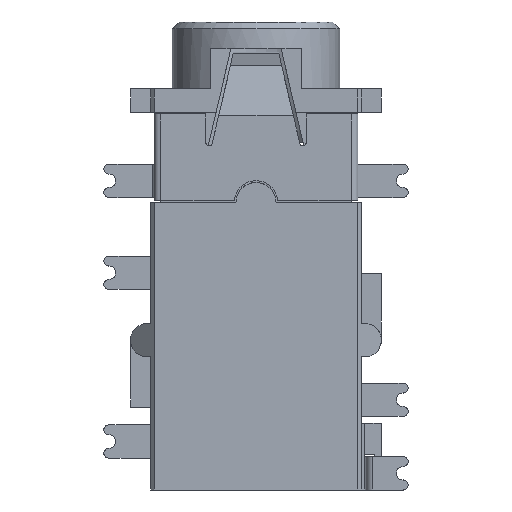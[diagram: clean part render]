
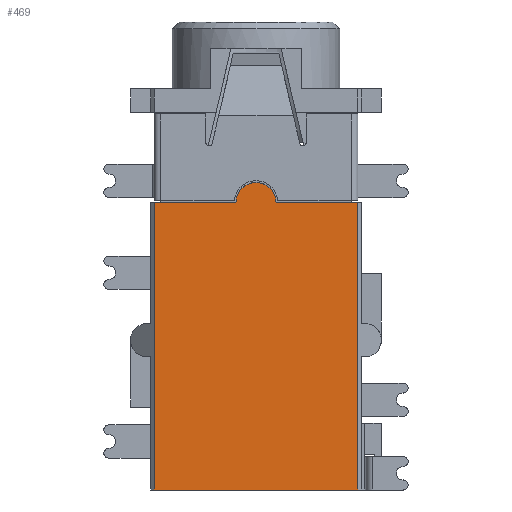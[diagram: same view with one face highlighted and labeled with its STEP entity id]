
A CAD part, front view. The second image highlights one B-rep face of the part: STEP entity #469.
In plain terms, the highlighted planar face has unit normal (0, -1, 0).
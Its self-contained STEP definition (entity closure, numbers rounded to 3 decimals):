
#469=ADVANCED_FACE('NONE',(#1167),#1168,.T.);
#1167=FACE_OUTER_BOUND('',#2151,.T.);
#1168=PLANE('',#2152);
#2151=EDGE_LOOP('',(#3365,#3366,#3367,#3368,#3369,#3370));
#2152=AXIS2_PLACEMENT_3D('',#3371,#3372,#3373);
#3365=ORIENTED_EDGE('',*,*,#6165,.T.);
#3366=ORIENTED_EDGE('',*,*,#6166,.F.);
#3367=ORIENTED_EDGE('',*,*,#6167,.T.);
#3368=ORIENTED_EDGE('',*,*,#6168,.F.);
#3369=ORIENTED_EDGE('',*,*,#6169,.F.);
#3370=ORIENTED_EDGE('',*,*,#6106,.T.);
#3371=CARTESIAN_POINT('',(-3.15,-2.1,-12.0));
#3372=DIRECTION('',(0.,-1.0,0.0));
#3373=DIRECTION('',(0.0,0.0,-1.0));
#6106=EDGE_CURVE('NONE',#7417,#7415,#7418,.T.);
#6165=EDGE_CURVE('NONE',#7415,#7516,#7517,.T.);
#6166=EDGE_CURVE('NONE',#7518,#7516,#7519,.T.);
#6167=EDGE_CURVE('NONE',#7518,#7520,#7521,.T.);
#6168=EDGE_CURVE('NONE',#7522,#7520,#7523,.T.);
#6169=EDGE_CURVE('NONE',#7417,#7522,#7524,.T.);
#7415=VERTEX_POINT('NONE',#9341);
#7417=VERTEX_POINT('NONE',#9344);
#7418=LINE('',#9345,#9346);
#7516=VERTEX_POINT('NONE',#9492);
#7517=LINE('',#9493,#9494);
#7518=VERTEX_POINT('NONE',#9495);
#7519=LINE('',#9496,#9497);
#7520=VERTEX_POINT('NONE',#9498);
#7521=CIRCLE('',#9499,0.6);
#7522=VERTEX_POINT('NONE',#9500);
#7523=LINE('',#9501,#9502);
#7524=LINE('',#9503,#9504);
#9341=CARTESIAN_POINT('',(3.05,-2.1,-12.0));
#9344=CARTESIAN_POINT('',(-3.05,-2.1,-12.0));
#9345=CARTESIAN_POINT('',(-3.15,-2.1,-12.0));
#9346=VECTOR('',#11542,1000.0);
#9492=CARTESIAN_POINT('',(3.05,-2.1,-3.4));
#9493=CARTESIAN_POINT('',(3.05,-2.1,-12.));
#9494=VECTOR('',#11597,1000.0);
#9495=CARTESIAN_POINT('',(0.6,-2.1,-3.4));
#9496=CARTESIAN_POINT('',(-3.15,-2.1,-3.4));
#9497=VECTOR('',#11598,1000.0);
#9498=CARTESIAN_POINT('',(-0.6,-2.1,-3.4));
#9499=AXIS2_PLACEMENT_3D('',#11599,#11600,#11601);
#9500=CARTESIAN_POINT('',(-3.05,-2.1,-3.4));
#9501=CARTESIAN_POINT('',(-3.15,-2.1,-3.4));
#9502=VECTOR('',#11602,1000.0);
#9503=CARTESIAN_POINT('',(-3.05,-2.1,-12.));
#9504=VECTOR('',#11603,1000.0);
#11542=DIRECTION('',(1.0,0.,0.0));
#11597=DIRECTION('',(-0.0,-0.0,1.0));
#11598=DIRECTION('',(1.0,0.,0.0));
#11599=CARTESIAN_POINT('',(0.,-2.1,-3.4));
#11600=DIRECTION('',(0.0,-1.0,0.0));
#11601=DIRECTION('',(1.0,0.0,0.0));
#11602=DIRECTION('',(1.0,0.,0.0));
#11603=DIRECTION('',(-0.0,-0.0,1.0));
